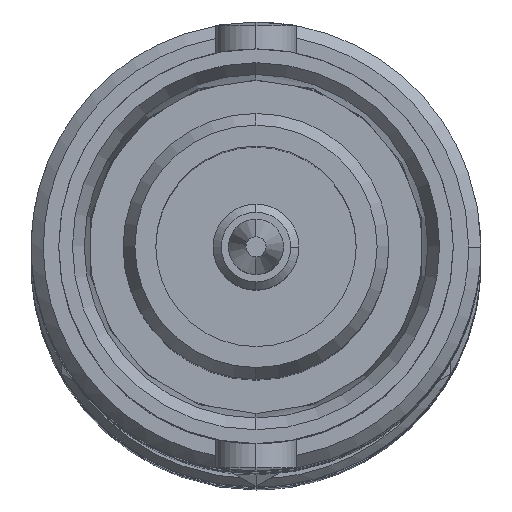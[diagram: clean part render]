
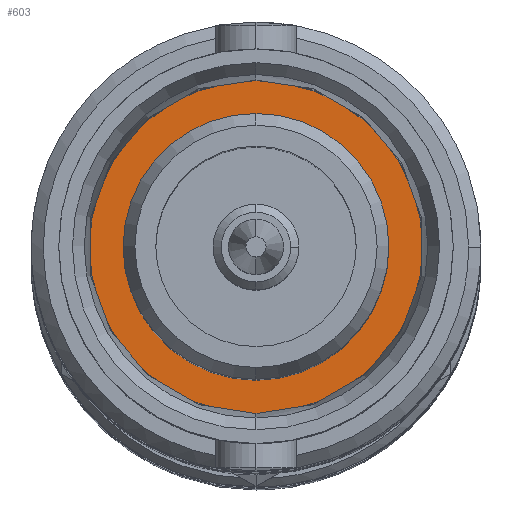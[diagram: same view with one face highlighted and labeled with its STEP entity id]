
A CAD part, top view. The second image highlights one B-rep face of the part: STEP entity #603.
In plain terms, the highlighted face is planar.
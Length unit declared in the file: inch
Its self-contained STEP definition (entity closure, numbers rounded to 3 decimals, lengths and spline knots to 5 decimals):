
#33 = CARTESIAN_POINT ( 'NONE',  ( 0.62992, 0.16043, 0. ) ) ;
#129 = VERTEX_POINT ( 'NONE', #3344 ) ;
#197 = DIRECTION ( 'NONE',  ( 1., 0., 0. ) ) ;
#603 = ADVANCED_FACE ( 'NONE', ( #1701, #2806 ), #3384, .T. ) ;
#782 = DIRECTION ( 'NONE',  ( -1., 0., 0. ) ) ;
#905 = DIRECTION ( 'NONE',  ( -1., 0., 0. ) ) ;
#954 = CARTESIAN_POINT ( 'NONE',  ( 0.62992, 0.12795, 0. ) ) ;
#990 = CARTESIAN_POINT ( 'NONE',  ( 0.62992, 0., 0. ) ) ;
#995 = CIRCLE ( 'NONE', #1158, 0.16043 ) ;
#1052 = CIRCLE ( 'NONE', #3534, 0.16043 ) ;
#1158 = AXIS2_PLACEMENT_3D ( 'NONE', #2383, #3475, #2878 ) ;
#1166 = AXIS2_PLACEMENT_3D ( 'NONE', #990, #2909, #1531 ) ;
#1220 = ORIENTED_EDGE ( 'NONE', *, *, #3354, .F. ) ;
#1369 = CARTESIAN_POINT ( 'NONE',  ( 0.62992, 0., 0. ) ) ;
#1432 = CARTESIAN_POINT ( 'NONE',  ( 0.62992, 0., 0. ) ) ;
#1531 = DIRECTION ( 'NONE',  ( 0., -1., 0. ) ) ;
#1701 = FACE_BOUND ( 'NONE', #2338, .T. ) ;
#1717 = DIRECTION ( 'NONE',  ( 0., 0., 1. ) ) ;
#1775 = VERTEX_POINT ( 'NONE', #954 ) ;
#1880 = DIRECTION ( 'NONE',  ( 0., 1., 0. ) ) ;
#2058 = VERTEX_POINT ( 'NONE', #33 ) ;
#2155 = CIRCLE ( 'NONE', #2893, 0.12795 ) ;
#2167 = ORIENTED_EDGE ( 'NONE', *, *, #3000, .T. ) ;
#2338 = EDGE_LOOP ( 'NONE', ( #1220, #3244 ) ) ;
#2383 = CARTESIAN_POINT ( 'NONE',  ( 0.62992, 0., 0. ) ) ;
#2627 = EDGE_CURVE ( 'NONE', #1775, #129, #2155, .T. ) ;
#2635 = AXIS2_PLACEMENT_3D ( 'NONE', #1432, #905, #1717 ) ;
#2683 = ORIENTED_EDGE ( 'NONE', *, *, #3418, .F. ) ;
#2709 = CARTESIAN_POINT ( 'NONE',  ( 0.62992, 0., 0. ) ) ;
#2747 = VERTEX_POINT ( 'NONE', #3096 ) ;
#2806 = FACE_OUTER_BOUND ( 'NONE', #3024, .T. ) ;
#2878 = DIRECTION ( 'NONE',  ( 0., 1., 0. ) ) ;
#2893 = AXIS2_PLACEMENT_3D ( 'NONE', #1369, #782, #3561 ) ;
#2909 = DIRECTION ( 'NONE',  ( -1., 0., 0. ) ) ;
#3000 = EDGE_CURVE ( 'NONE', #2058, #2747, #995, .T. ) ;
#3024 = EDGE_LOOP ( 'NONE', ( #2167, #2683 ) ) ;
#3031 = CIRCLE ( 'NONE', #1166, 0.12795 ) ;
#3096 = CARTESIAN_POINT ( 'NONE',  ( 0.62992, -0.16043, 0. ) ) ;
#3244 = ORIENTED_EDGE ( 'NONE', *, *, #2627, .F. ) ;
#3344 = CARTESIAN_POINT ( 'NONE',  ( 0.62992, -0.12795, 0. ) ) ;
#3354 = EDGE_CURVE ( 'NONE', #129, #1775, #3031, .T. ) ;
#3384 = PLANE ( 'NONE',  #2635 ) ;
#3418 = EDGE_CURVE ( 'NONE', #2058, #2747, #1052, .T. ) ;
#3475 = DIRECTION ( 'NONE',  ( -1., 0., 0. ) ) ;
#3534 = AXIS2_PLACEMENT_3D ( 'NONE', #2709, #197, #1880 ) ;
#3561 = DIRECTION ( 'NONE',  ( 0., 1., 0. ) ) ;
